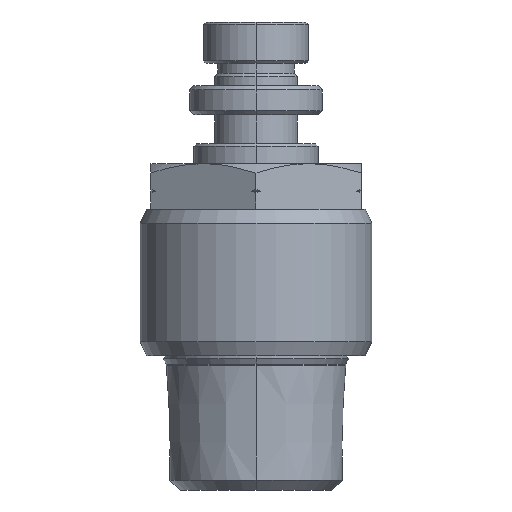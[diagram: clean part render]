
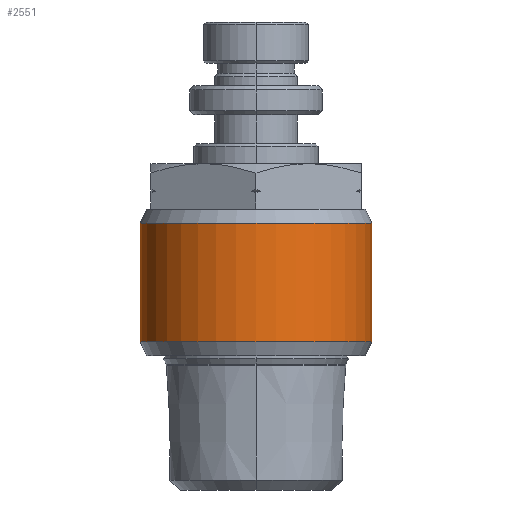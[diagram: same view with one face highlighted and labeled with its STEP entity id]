
A CAD part, front view. The second image highlights one B-rep face of the part: STEP entity #2551.
In plain terms, the highlighted cylindrical face has radius 14 mm (diameter 28 mm), a partial arc.
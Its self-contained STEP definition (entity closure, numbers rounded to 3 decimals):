
#2315=CARTESIAN_POINT('',(-14.0,0.,11.534));
#2316=VERTEX_POINT('',#2315);
#2325=CARTESIAN_POINT('',(14.,0.,11.534));
#2326=VERTEX_POINT('',#2325);
#2327=CARTESIAN_POINT('',(0.0,0.0,11.534));
#2328=DIRECTION('',(0.0,0.0,1.0));
#2329=DIRECTION('',(-1.0,0.0,0.0));
#2330=AXIS2_PLACEMENT_3D('',#2327,#2328,#2329);
#2331=CIRCLE('',#2330,14.0);
#2332=EDGE_CURVE('',#2316,#2326,#2331,.T.);
#2520=CARTESIAN_POINT('',(0.0,0.0,-4.45));
#2521=DIRECTION('',(0.0,0.0,1.0));
#2522=DIRECTION('',(1.0,0.0,0.0));
#2523=AXIS2_PLACEMENT_3D('',#2520,#2521,#2522);
#2524=CYLINDRICAL_SURFACE('',#2523,14.0);
#2525=CARTESIAN_POINT('',(14.,0.,-2.734));
#2526=VERTEX_POINT('',#2525);
#2527=CARTESIAN_POINT('',(14.,0.,11.534));
#2528=DIRECTION('',(0.0,0.0,-1.0));
#2529=VECTOR('',#2528,14.269);
#2530=LINE('',#2527,#2529);
#2531=EDGE_CURVE('',#2326,#2526,#2530,.T.);
#2532=ORIENTED_EDGE('',*,*,#2531,.F.);
#2533=ORIENTED_EDGE('',*,*,#2332,.F.);
#2534=CARTESIAN_POINT('',(-14.0,0.0,-2.734));
#2535=VERTEX_POINT('',#2534);
#2536=CARTESIAN_POINT('',(-14.0,0.,11.534));
#2537=DIRECTION('',(0.0,0.0,-1.0));
#2538=VECTOR('',#2537,14.269);
#2539=LINE('',#2536,#2538);
#2540=EDGE_CURVE('',#2316,#2535,#2539,.T.);
#2541=ORIENTED_EDGE('',*,*,#2540,.T.);
#2542=CARTESIAN_POINT('',(0.0,0.0,-2.734));
#2543=DIRECTION('',(0.0,0.0,-1.0));
#2544=DIRECTION('',(-1.0,0.0,0.0));
#2545=AXIS2_PLACEMENT_3D('',#2542,#2543,#2544);
#2546=CIRCLE('',#2545,14.0);
#2547=EDGE_CURVE('',#2526,#2535,#2546,.T.);
#2548=ORIENTED_EDGE('',*,*,#2547,.F.);
#2549=EDGE_LOOP('',(#2532,#2533,#2541,#2548));
#2550=FACE_OUTER_BOUND('',#2549,.T.);
#2551=ADVANCED_FACE('',(#2550),#2524,.T.);
